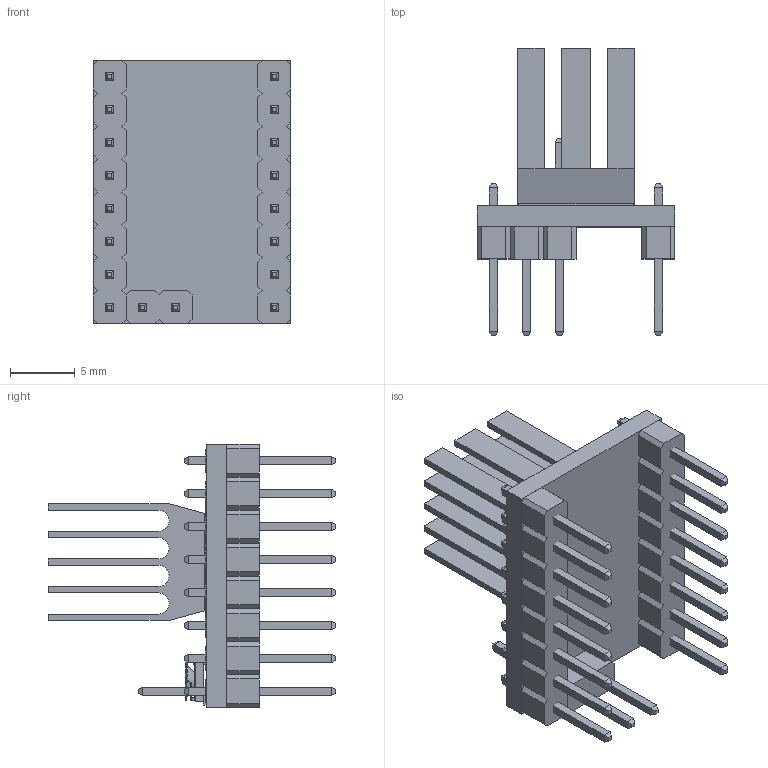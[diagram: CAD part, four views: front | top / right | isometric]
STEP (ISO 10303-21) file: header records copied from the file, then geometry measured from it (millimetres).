
FILE_DESCRIPTION (( 'STEP AP214' ), '1' );
FILE_NAME ('TMC2209-V1.2.STEP', '2021-09-08T22:32:40', ( '' ), ( '' ), 'SwSTEP 2.0', 'SolidWorks 2020', '' );
FILE_SCHEMA (( 'AUTOMOTIVE_DESIGN' ));
Length unit declared in the file: millimetre
Products named in the file (8): EVM-3E___ _________^BTT TMC2209-V1.2(2)_BTT TMC2209-V1.2_D‚faut; TMC2209_heatsink^BTT TMC2209-V1.2(2)_BTT TMC2209-V1.2_D‚faut; TMC2209-V1.2; BTT TMC2209-V1.2(2)^BTT TMC2209-V1.2_D‚faut; Pin_Header_1x8_red^BTT TMC2209-V1.2(2)_BTT TMC2209-V1.2_DＧaut; Pin_Header_1x8_black^BTT TMC2209-V1.2(2)_BTT TMC2209-V1.2_DＧaut; TMC2209_board^BTT TMC2209-V1.2(2)_BTT TMC2209-V1.2_D‚faut; Pin_Header_1x2_red^BTT TMC2209-V1.2(2)_BTT TMC2209-V1.2_DＧaut
Assembly tree (7 placements, depth 3):
  TMC2209-V1.2
    BTT TMC2209-V1.2(2)^BTT TMC2209-V1.2_D‚faut
      TMC2209_board^BTT TMC2209-V1.2(2)_BTT TMC2209-V1.2_D‚faut
      Pin_Header_1x2_red^BTT TMC2209-V1.2(2)_BTT TMC2209-V1.2_DＧaut
      Pin_Header_1x8_red^BTT TMC2209-V1.2(2)_BTT TMC2209-V1.2_DＧaut
      Pin_Header_1x8_black^BTT TMC2209-V1.2(2)_BTT TMC2209-V1.2_DＧaut
      EVM-3E___ _________^BTT TMC2209-V1.2(2)_BTT TMC2209-V1.2_D‚faut
      TMC2209_heatsink^BTT TMC2209-V1.2(2)_BTT TMC2209-V1.2_D‚faut
Bounding box: 15.24 x 22.13 x 20.32 mm (x, y, z)
Volume: 1217.5 mm3; surface area: 2904.1 mm2
Topology: 40 solids, 40 shells, 841 faces, 2206 edges, 1496 vertices
Faces by surface type: plane 697, cylinder 109, bspline 26, cone 5, sphere 4
Entity records: 29548 total; most frequent: CARTESIAN_POINT 7409, ORIENTED_EDGE 4404, DIRECTION 3852, EDGE_CURVE 2202, VECTOR 1748, LINE 1748, VERTEX_POINT 1496, AXIS2_PLACEMENT_3D 1052
